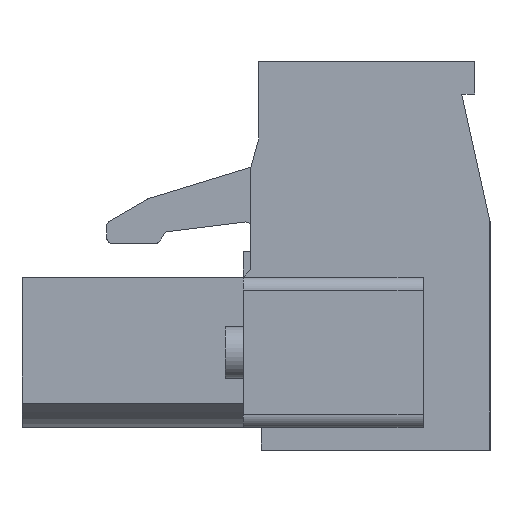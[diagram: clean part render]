
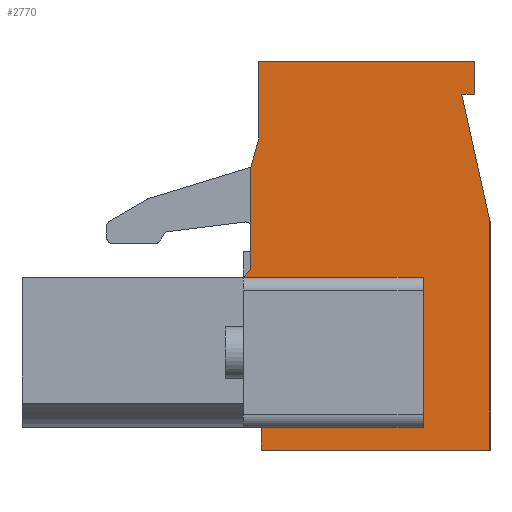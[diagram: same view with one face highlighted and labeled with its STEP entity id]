
A CAD part, left-side view. The second image highlights one B-rep face of the part: STEP entity #2770.
In plain terms, the highlighted planar face has unit normal (-1, 0, 0).
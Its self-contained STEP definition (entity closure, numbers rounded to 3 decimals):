
#2770 = ADVANCED_FACE( '', ( #6346 ), #6347, .T. );
#6346 = FACE_OUTER_BOUND( '', #11018, .T. );
#6347 = PLANE( '', #11019 );
#11018 = EDGE_LOOP( '', ( #18190, #18191, #18192, #18193, #18194, #18195, #18196, #18197, #18198, #18199, #18200, #18201, #18202, #18203 ) );
#11019 = AXIS2_PLACEMENT_3D( '', #18204, #18205, #18206 );
#18190 = ORIENTED_EDGE( '', *, *, #30112, .F. );
#18191 = ORIENTED_EDGE( '', *, *, #29670, .F. );
#18192 = ORIENTED_EDGE( '', *, *, #30043, .F. );
#18193 = ORIENTED_EDGE( '', *, *, #30113, .T. );
#18194 = ORIENTED_EDGE( '', *, *, #28832, .T. );
#18195 = ORIENTED_EDGE( '', *, *, #30114, .T. );
#18196 = ORIENTED_EDGE( '', *, *, #30115, .T. );
#18197 = ORIENTED_EDGE( '', *, *, #30116, .T. );
#18198 = ORIENTED_EDGE( '', *, *, #30117, .T. );
#18199 = ORIENTED_EDGE( '', *, *, #30118, .T. );
#18200 = ORIENTED_EDGE( '', *, *, #29257, .T. );
#18201 = ORIENTED_EDGE( '', *, *, #30119, .T. );
#18202 = ORIENTED_EDGE( '', *, *, #28347, .T. );
#18203 = ORIENTED_EDGE( '', *, *, #30120, .T. );
#18204 = CARTESIAN_POINT( '', ( -30.48, 0., 0. ) );
#18205 = DIRECTION( '', ( -1., 0., 0. ) );
#18206 = DIRECTION( '', ( 0., 0., 1. ) );
#28347 = EDGE_CURVE( '', #34058, #34056, #34059, .T. );
#28832 = EDGE_CURVE( '', #34905, #34906, #34907, .T. );
#29257 = EDGE_CURVE( '', #35623, #35621, #35624, .T. );
#29670 = EDGE_CURVE( '', #36297, #36299, #36300, .T. );
#30043 = EDGE_CURVE( '', #36901, #36297, #36903, .T. );
#30112 = EDGE_CURVE( '', #36299, #35131, #37005, .T. );
#30113 = EDGE_CURVE( '', #36901, #34905, #37006, .T. );
#30114 = EDGE_CURVE( '', #34906, #37007, #37008, .T. );
#30115 = EDGE_CURVE( '', #37007, #37009, #37010, .T. );
#30116 = EDGE_CURVE( '', #37009, #37011, #37012, .T. );
#30117 = EDGE_CURVE( '', #37011, #37013, #37014, .T. );
#30118 = EDGE_CURVE( '', #37013, #35623, #37015, .T. );
#30119 = EDGE_CURVE( '', #35621, #34058, #37016, .T. );
#30120 = EDGE_CURVE( '', #34056, #35131, #37017, .F. );
#34056 = VERTEX_POINT( '', #42268 );
#34058 = VERTEX_POINT( '', #42271 );
#34059 = LINE( '', #42272, #42273 );
#34905 = VERTEX_POINT( '', #43499 );
#34906 = VERTEX_POINT( '', #43500 );
#34907 = LINE( '', #43501, #43502 );
#35131 = VERTEX_POINT( '', #43826 );
#35621 = VERTEX_POINT( '', #44555 );
#35623 = VERTEX_POINT( '', #44558 );
#35624 = LINE( '', #44559, #44560 );
#36297 = VERTEX_POINT( '', #45524 );
#36299 = VERTEX_POINT( '', #45527 );
#36300 = LINE( '', #45528, #45529 );
#36901 = VERTEX_POINT( '', #46414 );
#36903 = LINE( '', #46417, #46418 );
#37005 = LINE( '', #46568, #46569 );
#37006 = LINE( '', #46570, #46571 );
#37007 = VERTEX_POINT( '', #46572 );
#37008 = LINE( '', #46573, #46574 );
#37009 = VERTEX_POINT( '', #46575 );
#37010 = LINE( '', #46576, #46577 );
#37011 = VERTEX_POINT( '', #46578 );
#37012 = LINE( '', #46579, #46580 );
#37013 = VERTEX_POINT( '', #46581 );
#37014 = LINE( '', #46582, #46583 );
#37015 = LINE( '', #46584, #46585 );
#37016 = LINE( '', #46586, #46587 );
#37017 = LINE( '', #46588, #46589 );
#42268 = CARTESIAN_POINT( '', ( -30.48, 4.85, 2.575 ) );
#42271 = CARTESIAN_POINT( '', ( -30.48, 4.85, 6.55 ) );
#42272 = CARTESIAN_POINT( '', ( -30.48, 4.85, 6.55 ) );
#42273 = VECTOR( '', #52873, 1000. );
#43499 = CARTESIAN_POINT( '', ( -30.48, 4.45, -4.45 ) );
#43500 = CARTESIAN_POINT( '', ( -30.48, -4.45, -4.45 ) );
#43501 = CARTESIAN_POINT( '', ( -30.48, 4.45, -4.45 ) );
#43502 = VECTOR( '', #53336, 1000. );
#43826 = CARTESIAN_POINT( '', ( -30.48, 5.15, 2.275 ) );
#44555 = CARTESIAN_POINT( '', ( -30.48, 4.55, 7.65 ) );
#44558 = CARTESIAN_POINT( '', ( -30.48, 4.55, 10.65 ) );
#44559 = CARTESIAN_POINT( '', ( -30.48, 4.55, 10.65 ) );
#44560 = VECTOR( '', #53770, 1000. );
#45524 = CARTESIAN_POINT( '', ( -30.48, -1.85, -3.575 ) );
#45527 = CARTESIAN_POINT( '', ( -30.48, -1.85, 2.275 ) );
#45528 = CARTESIAN_POINT( '', ( -30.48, -1.85, -3.575 ) );
#45529 = VECTOR( '', #54162, 1000. );
#46414 = CARTESIAN_POINT( '', ( -30.48, 4.45, -3.575 ) );
#46417 = CARTESIAN_POINT( '', ( -30.48, 5.15, -3.575 ) );
#46418 = VECTOR( '', #54523, 1000. );
#46568 = CARTESIAN_POINT( '', ( -30.48, -1.85, 2.275 ) );
#46569 = VECTOR( '', #54575, 1000. );
#46570 = CARTESIAN_POINT( '', ( -30.48, 4.45, -3.575 ) );
#46571 = VECTOR( '', #54576, 1000. );
#46572 = CARTESIAN_POINT( '', ( -30.48, -4.45, 4.45 ) );
#46573 = CARTESIAN_POINT( '', ( -30.48, -4.45, -4.45 ) );
#46574 = VECTOR( '', #54577, 1000. );
#46575 = CARTESIAN_POINT( '', ( -30.48, -3.35, 9.4 ) );
#46576 = CARTESIAN_POINT( '', ( -30.48, -4.45, 4.45 ) );
#46577 = VECTOR( '', #54578, 1000. );
#46578 = CARTESIAN_POINT( '', ( -30.48, -3.85, 9.4 ) );
#46579 = CARTESIAN_POINT( '', ( -30.48, -3.35, 9.4 ) );
#46580 = VECTOR( '', #54579, 1000. );
#46581 = CARTESIAN_POINT( '', ( -30.48, -3.85, 10.65 ) );
#46582 = CARTESIAN_POINT( '', ( -30.48, -3.85, 9.4 ) );
#46583 = VECTOR( '', #54580, 1000. );
#46584 = CARTESIAN_POINT( '', ( -30.48, -3.85, 10.65 ) );
#46585 = VECTOR( '', #54581, 1000. );
#46586 = CARTESIAN_POINT( '', ( -30.48, 4.55, 7.65 ) );
#46587 = VECTOR( '', #54582, 1000. );
#46588 = CARTESIAN_POINT( '', ( -30.48, 4.85, 2.575 ) );
#46589 = VECTOR( '', #54583, 1000. );
#52873 = DIRECTION( '', ( 0., 0., -1. ) );
#53336 = DIRECTION( '', ( 0., -1., 0. ) );
#53770 = DIRECTION( '', ( 0., 0., -1. ) );
#54162 = DIRECTION( '', ( 0., 0., 1. ) );
#54523 = DIRECTION( '', ( 0., -1., 0. ) );
#54575 = DIRECTION( '', ( 0., 1., 0. ) );
#54576 = DIRECTION( '', ( 0., 0., -1. ) );
#54577 = DIRECTION( '', ( 0., 0., 1. ) );
#54578 = DIRECTION( '', ( 0., 0.217, 0.976 ) );
#54579 = DIRECTION( '', ( 0., -1., 0. ) );
#54580 = DIRECTION( '', ( 0., 0., 1. ) );
#54581 = DIRECTION( '', ( 0., 1., 0. ) );
#54582 = DIRECTION( '', ( 0., 0.263, -0.965 ) );
#54583 = DIRECTION( '', ( 0., -0.707, 0.707 ) );
